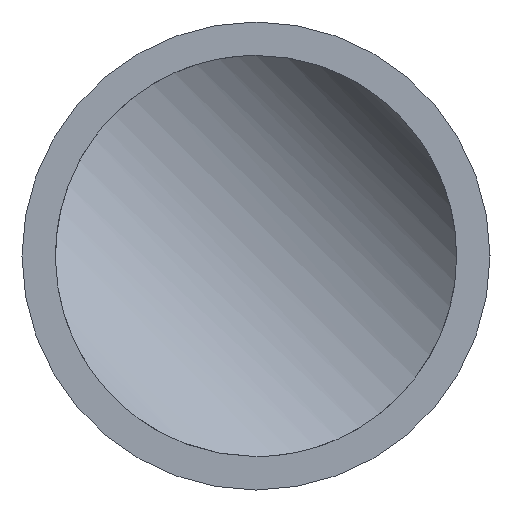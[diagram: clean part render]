
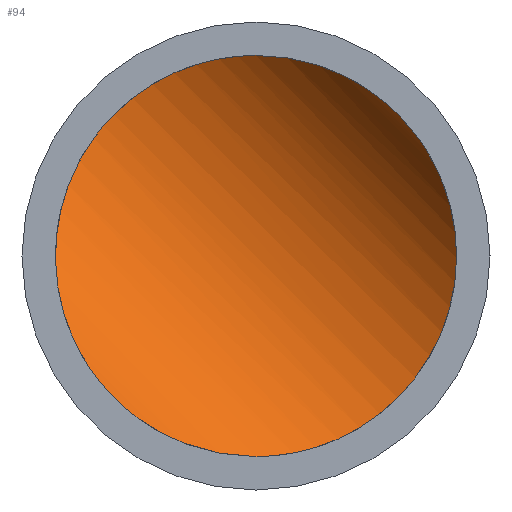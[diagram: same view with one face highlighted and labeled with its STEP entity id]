
A CAD part, left-side view. The second image highlights one B-rep face of the part: STEP entity #94.
In plain terms, the highlighted cylindrical face has radius 1.8 mm (diameter 3.6 mm), a partial arc.
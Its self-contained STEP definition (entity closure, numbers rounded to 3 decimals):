
#26=FACE_OUTER_BOUND($,#33,.T.);
#33=EDGE_LOOP($,(#70,#71,#72,#73,#74));
#45=B_SPLINE_CURVE_WITH_KNOTS($,3,(#146,#147,#148,#149,#150,#151,#152,#153,
#154,#155,#156,#157),.UNSPECIFIED.,.F.,.F.,(4,2,2,2,2,4),(0.,0.031,
0.062,0.125,0.185,0.245),
 .UNSPECIFIED.);
#46=B_SPLINE_CURVE_WITH_KNOTS($,3,(#159,#160,#161,#162,#163,#164,#165,#166),
 .UNSPECIFIED.,.F.,.F.,(4,2,2,4),(0.854,0.917,0.948,
0.979),.UNSPECIFIED.);
#47=B_SPLINE_CURVE_WITH_KNOTS($,3,(#168,#169,#170,#171,#172,#173),
 .UNSPECIFIED.,.F.,.F.,(4,2,4),(0.734,0.794,0.854),
 .UNSPECIFIED.);
#48=B_SPLINE_CURVE_WITH_KNOTS($,3,(#175,#176,#177,#178,#179,#180,#181,#182,
#183,#184,#185,#186,#187,#188,#189,#190,#191,#192),.UNSPECIFIED.,.F.,.F.,
(4,2,2,2,2,2,2,2,4),(0.365,0.427,0.458,
0.49,0.521,0.552,0.615,
0.675,0.734),.UNSPECIFIED.);
#49=B_SPLINE_CURVE_WITH_KNOTS($,3,(#193,#194,#195,#196,#197,#198),
 .UNSPECIFIED.,.F.,.F.,(4,2,4),(0.245,0.305,0.365),
 .UNSPECIFIED.);
#50=VERTEX_POINT($,#144);
#51=VERTEX_POINT($,#145);
#52=VERTEX_POINT($,#158);
#53=VERTEX_POINT($,#167);
#54=VERTEX_POINT($,#174);
#60=EDGE_CURVE($,#50,#51,#45,.T.);
#61=EDGE_CURVE($,#52,#50,#46,.T.);
#62=EDGE_CURVE($,#53,#52,#47,.T.);
#63=EDGE_CURVE($,#54,#53,#48,.T.);
#64=EDGE_CURVE($,#51,#54,#49,.T.);
#70=ORIENTED_EDGE($,*,*,#60,.F.);
#71=ORIENTED_EDGE($,*,*,#61,.F.);
#72=ORIENTED_EDGE($,*,*,#62,.F.);
#73=ORIENTED_EDGE($,*,*,#63,.F.);
#74=ORIENTED_EDGE($,*,*,#64,.F.);
#90=CYLINDRICAL_SURFACE($,#104,1.8);
#94=ADVANCED_FACE($,(#26),#90,.F.);
#104=AXIS2_PLACEMENT_3D($,#143,#118,#119);
#118=DIRECTION('center_axis',(0.,-0.707,-0.707));
#119=DIRECTION('ref_axis',(1.,0.,0.));
#143=CARTESIAN_POINT('Origin',(-40.,0.,0.));
#144=CARTESIAN_POINT('',(-39.005,1.061,-1.061));
#145=CARTESIAN_POINT('',(-38.2,1.061,1.061));
#146=CARTESIAN_POINT('Ctrl Pts',(-39.005,1.061,-1.061));
#147=CARTESIAN_POINT('Ctrl Pts',(-39.005,1.134,-0.987));
#148=CARTESIAN_POINT('Ctrl Pts',(-38.988,1.199,-0.907));
#149=CARTESIAN_POINT('Ctrl Pts',(-38.931,1.309,-0.739));
#150=CARTESIAN_POINT('Ctrl Pts',(-38.89,1.355,-0.651));
#151=CARTESIAN_POINT('Ctrl Pts',(-38.753,1.465,-0.379));
#152=CARTESIAN_POINT('Ctrl Pts',(-38.641,1.5,-0.185));
#153=CARTESIAN_POINT('Ctrl Pts',(-38.454,1.5,0.178));
#154=CARTESIAN_POINT('Ctrl Pts',(-38.363,1.467,0.373));
#155=CARTESIAN_POINT('Ctrl Pts',(-38.236,1.318,0.744));
#156=CARTESIAN_POINT('Ctrl Pts',(-38.2,1.202,0.919));
#157=CARTESIAN_POINT('Ctrl Pts',(-38.2,1.061,1.061));
#158=CARTESIAN_POINT('',(-38.546,0.,-1.5));
#159=CARTESIAN_POINT('Ctrl Pts',(-38.546,0.,
-1.5));
#160=CARTESIAN_POINT('Ctrl Pts',(-38.641,0.185,-1.5));
#161=CARTESIAN_POINT('Ctrl Pts',(-38.753,0.379,-1.465));
#162=CARTESIAN_POINT('Ctrl Pts',(-38.89,0.651,-1.355));
#163=CARTESIAN_POINT('Ctrl Pts',(-38.931,0.739,-1.309));
#164=CARTESIAN_POINT('Ctrl Pts',(-38.988,0.907,-1.199));
#165=CARTESIAN_POINT('Ctrl Pts',(-39.005,0.987,-1.134));
#166=CARTESIAN_POINT('Ctrl Pts',(-39.005,1.061,-1.061));
#167=CARTESIAN_POINT('',(-38.2,-1.061,-1.061));
#168=CARTESIAN_POINT('Ctrl Pts',(-38.2,-1.061,-1.061));
#169=CARTESIAN_POINT('Ctrl Pts',(-38.2,-0.919,-1.202));
#170=CARTESIAN_POINT('Ctrl Pts',(-38.236,-0.744,-1.318));
#171=CARTESIAN_POINT('Ctrl Pts',(-38.363,-0.373,-1.467));
#172=CARTESIAN_POINT('Ctrl Pts',(-38.454,-0.178,-1.5));
#173=CARTESIAN_POINT('Ctrl Pts',(-38.546,0.,
-1.5));
#174=CARTESIAN_POINT('',(-38.546,0.,1.5));
#175=CARTESIAN_POINT('Ctrl Pts',(-38.546,0.,
1.5));
#176=CARTESIAN_POINT('Ctrl Pts',(-38.641,-0.185,1.5));
#177=CARTESIAN_POINT('Ctrl Pts',(-38.753,-0.379,1.465));
#178=CARTESIAN_POINT('Ctrl Pts',(-38.89,-0.651,1.355));
#179=CARTESIAN_POINT('Ctrl Pts',(-38.931,-0.739,1.309));
#180=CARTESIAN_POINT('Ctrl Pts',(-38.988,-0.907,1.199));
#181=CARTESIAN_POINT('Ctrl Pts',(-39.005,-0.987,1.134));
#182=CARTESIAN_POINT('Ctrl Pts',(-39.005,-1.134,0.987));
#183=CARTESIAN_POINT('Ctrl Pts',(-38.988,-1.199,0.907));
#184=CARTESIAN_POINT('Ctrl Pts',(-38.931,-1.309,0.739));
#185=CARTESIAN_POINT('Ctrl Pts',(-38.89,-1.355,0.651));
#186=CARTESIAN_POINT('Ctrl Pts',(-38.753,-1.465,0.379));
#187=CARTESIAN_POINT('Ctrl Pts',(-38.641,-1.5,0.185));
#188=CARTESIAN_POINT('Ctrl Pts',(-38.454,-1.5,-0.178));
#189=CARTESIAN_POINT('Ctrl Pts',(-38.363,-1.467,-0.373));
#190=CARTESIAN_POINT('Ctrl Pts',(-38.236,-1.318,-0.744));
#191=CARTESIAN_POINT('Ctrl Pts',(-38.2,-1.202,-0.919));
#192=CARTESIAN_POINT('Ctrl Pts',(-38.2,-1.061,-1.061));
#193=CARTESIAN_POINT('Ctrl Pts',(-38.2,1.061,1.061));
#194=CARTESIAN_POINT('Ctrl Pts',(-38.2,0.919,1.202));
#195=CARTESIAN_POINT('Ctrl Pts',(-38.236,0.744,1.318));
#196=CARTESIAN_POINT('Ctrl Pts',(-38.363,0.373,1.467));
#197=CARTESIAN_POINT('Ctrl Pts',(-38.454,0.178,1.5));
#198=CARTESIAN_POINT('Ctrl Pts',(-38.546,0.,
1.5));
